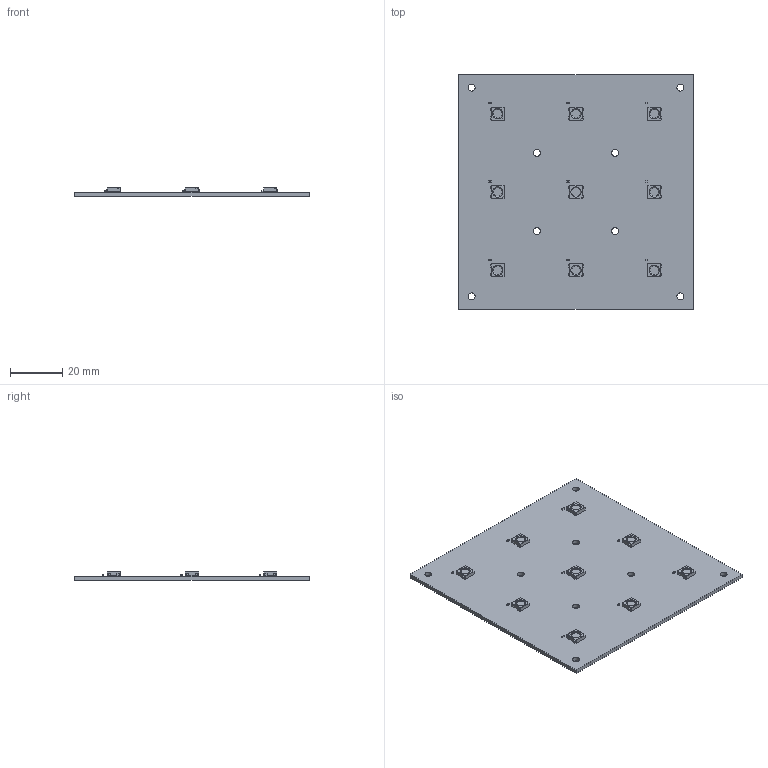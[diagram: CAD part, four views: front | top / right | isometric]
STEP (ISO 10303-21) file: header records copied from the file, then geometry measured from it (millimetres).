
FILE_DESCRIPTION(('KiCad electronic assembly'),'2;1');
FILE_NAME('panneau led.step','2021-01-14T22:51:27',('An Author'),( 'A Company'),'Open CASCADE STEP processor 6.9', 'KiCad to STEP converter','Unknown');
FILE_SCHEMA(('AUTOMOTIVE_DESIGN { 1 0 10303 214 1 1 1 1 }'));
Length unit declared in the file: millimetre
Products named in the file (6): Open CASCADE STEP translator 6.9 1; LED_WS2812B_PLCC4_5.0x5.0mm_P3.2mm; SOLID; C_0402_1005Metric; COMPOUND
Assembly tree (21 placements, depth 3):
  Open CASCADE STEP translator 6.9 1
    LED_WS2812B_PLCC4_5.0x5.0mm_P3.2mm  x9
      SOLID
    C_0402_1005Metric  x9
      SOLID
    COMPOUND
Bounding box: 90 x 90 x 3.25 mm (x, y, z)
Volume: 13196.8 mm3; surface area: 17636.2 mm2
Topology: 19 solids, 19 shells, 878 faces, 2493 edges, 1644 vertices
Faces by surface type: plane 555, cylinder 314, cone 9
Full cylindrical faces by diameter (mm): 2.7 x8, 3.333 x9
Entity records: 8886 total; most frequent: CARTESIAN_POINT 1773, DIRECTION 1216, LINE 763, VECTOR 763, ORIENTED_EDGE 618, PCURVE 618, DEFINITIONAL_REPRESENTATION 618, EDGE_CURVE 309
